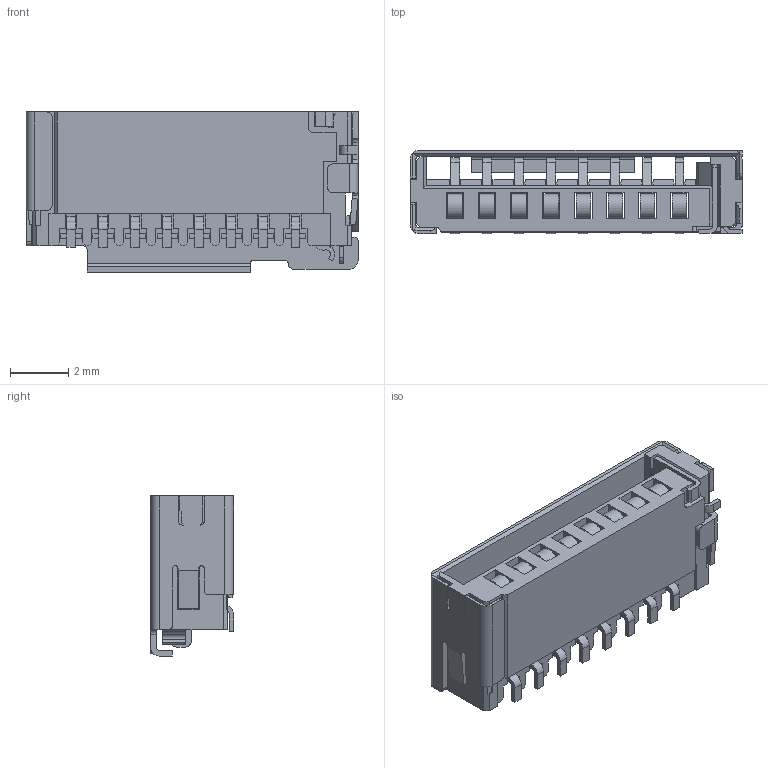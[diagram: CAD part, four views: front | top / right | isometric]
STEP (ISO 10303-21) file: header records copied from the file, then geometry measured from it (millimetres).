
FILE_DESCRIPTION((''),'2;1');
FILE_NAME('473092285','2015-11-10T',('me'),(''),'PRO/ENGINEER BY PARAMETRIC TECHNOLOGY CORPORATION, 2011490','PRO/ENGINEER BY PARAMETRIC TECHNOLOGY CORPORATION, 2011490','');
FILE_SCHEMA(('CONFIG_CONTROL_DESIGN'));
Length unit declared in the file: millimetre
Products named in the file (1): 473092285
Bounding box: 11.4 x 2.85 x 5.5 mm (x, y, z)
Volume: 76.4 mm3; surface area: 503.1 mm2
Topology: 1 solids, 1 shells, 751 faces, 2294 edges, 1527 vertices
Faces by surface type: plane 581, cylinder 168, cone 2
Entity records: 25405 total; most frequent: CARTESIAN_POINT 4545, ORIENTED_EDGE 4492, DIRECTION 4128, EDGE_CURVE 2246, VECTOR 1948, LINE 1948, VERTEX_POINT 1479, AXIS2_PLACEMENT_3D 1090
